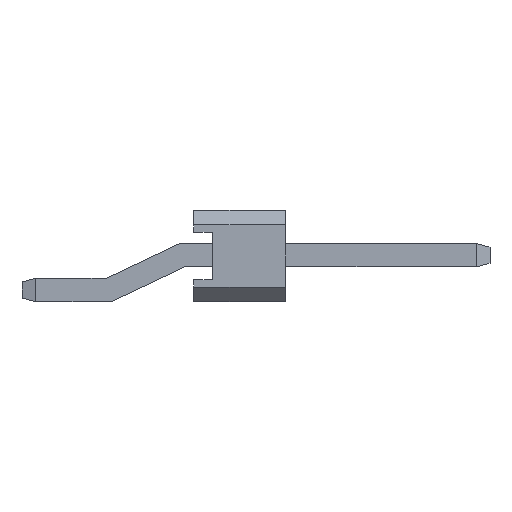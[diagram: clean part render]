
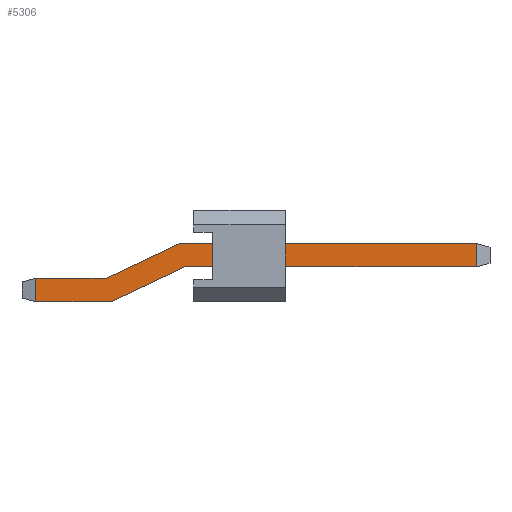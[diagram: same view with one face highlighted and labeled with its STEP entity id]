
A CAD part, front view. The second image highlights one B-rep face of the part: STEP entity #5306.
In plain terms, the highlighted planar face has unit normal (0, -1, 0).
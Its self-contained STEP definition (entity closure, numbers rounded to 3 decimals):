
#66=FACE_OUTER_BOUND('',#386,.T.);
#386=EDGE_LOOP('',(#3509,#3510,#3511,#3512,#3513,#3514,#3515,#3516));
#703=LINE('',#7391,#1463);
#712=LINE('',#7409,#1472);
#722=LINE('',#7429,#1482);
#725=LINE('',#7435,#1485);
#727=LINE('',#7440,#1487);
#728=LINE('',#7441,#1488);
#729=LINE('',#7443,#1489);
#730=LINE('',#7444,#1490);
#1463=VECTOR('',#5986,10.);
#1472=VECTOR('',#5999,10.);
#1482=VECTOR('',#6017,10.);
#1485=VECTOR('',#6024,10.);
#1487=VECTOR('',#6030,10.);
#1488=VECTOR('',#6031,10.);
#1489=VECTOR('',#6032,10.);
#1490=VECTOR('',#6033,10.);
#2214=VERTEX_POINT('',#7371);
#2217=VERTEX_POINT('',#7379);
#2227=VERTEX_POINT('',#7408);
#2228=VERTEX_POINT('',#7413);
#2233=VERTEX_POINT('',#7424);
#2234=VERTEX_POINT('',#7434);
#2235=VERTEX_POINT('',#7439);
#2236=VERTEX_POINT('',#7442);
#2703=EDGE_CURVE('',#2214,#2217,#703,.T.);
#2712=EDGE_CURVE('',#2227,#2217,#712,.T.);
#2722=EDGE_CURVE('',#2228,#2233,#722,.T.);
#2725=EDGE_CURVE('',#2234,#2233,#725,.T.);
#2727=EDGE_CURVE('',#2214,#2235,#727,.T.);
#2728=EDGE_CURVE('',#2235,#2234,#728,.T.);
#2729=EDGE_CURVE('',#2228,#2236,#729,.T.);
#2730=EDGE_CURVE('',#2236,#2227,#730,.T.);
#3509=ORIENTED_EDGE('',*,*,#2703,.F.);
#3510=ORIENTED_EDGE('',*,*,#2727,.T.);
#3511=ORIENTED_EDGE('',*,*,#2728,.T.);
#3512=ORIENTED_EDGE('',*,*,#2725,.T.);
#3513=ORIENTED_EDGE('',*,*,#2722,.F.);
#3514=ORIENTED_EDGE('',*,*,#2729,.T.);
#3515=ORIENTED_EDGE('',*,*,#2730,.T.);
#3516=ORIENTED_EDGE('',*,*,#2712,.T.);
#4986=PLANE('',#5659);
#5306=ADVANCED_FACE('',(#66),#4986,.T.);
#5659=AXIS2_PLACEMENT_3D('',#7438,#6028,#6029);
#5986=DIRECTION('',(0.,0.,1.));
#5999=DIRECTION('',(-1.,0.,0.));
#6017=DIRECTION('',(0.,0.,-1.));
#6024=DIRECTION('',(1.,0.,0.));
#6028=DIRECTION('center_axis',(0.,-1.,0.));
#6029=DIRECTION('ref_axis',(0.,0.,-1.));
#6030=DIRECTION('',(1.,0.,0.));
#6031=DIRECTION('',(0.903,0.,0.429));
#6032=DIRECTION('',(-1.,0.,0.));
#6033=DIRECTION('',(-0.903,0.,-0.429));
#7371=CARTESIAN_POINT('',(0.373,-0.32,0.));
#7379=CARTESIAN_POINT('',(0.373,-0.32,0.64));
#7391=CARTESIAN_POINT('',(0.373,-0.32,0.398));
#7408=CARTESIAN_POINT('',(2.3,-0.32,0.64));
#7409=CARTESIAN_POINT('',(0.,-0.32,0.64));
#7413=CARTESIAN_POINT('',(12.427,-0.32,1.59));
#7424=CARTESIAN_POINT('',(12.427,-0.32,0.95));
#7429=CARTESIAN_POINT('',(12.427,-0.32,1.193));
#7434=CARTESIAN_POINT('',(4.444,-0.32,0.95));
#7435=CARTESIAN_POINT('',(4.444,-0.32,0.95));
#7438=CARTESIAN_POINT('Origin',(6.4,-0.32,0.795));
#7439=CARTESIAN_POINT('',(2.444,-0.32,0.));
#7440=CARTESIAN_POINT('',(0.,-0.32,0.));
#7441=CARTESIAN_POINT('',(2.444,-0.32,0.));
#7442=CARTESIAN_POINT('',(4.3,-0.32,1.59));
#7443=CARTESIAN_POINT('',(4.3,-0.32,1.59));
#7444=CARTESIAN_POINT('',(2.3,-0.32,0.64));
